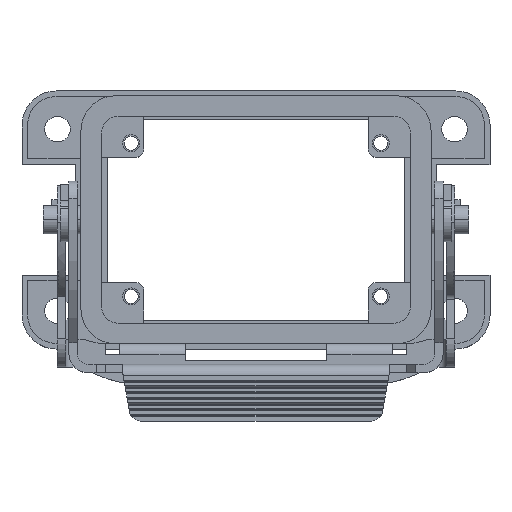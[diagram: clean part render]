
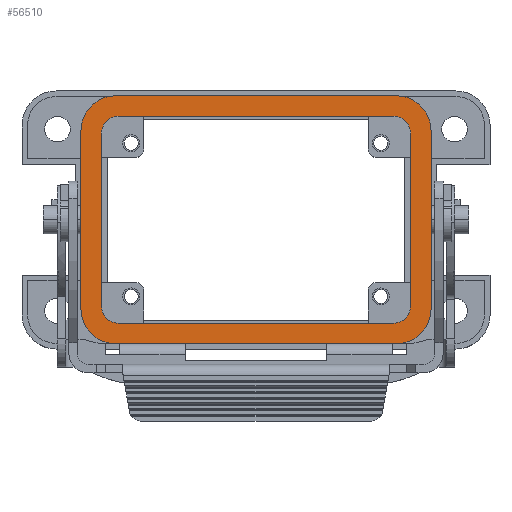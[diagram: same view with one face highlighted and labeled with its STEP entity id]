
A CAD part, top view. The second image highlights one B-rep face of the part: STEP entity #56510.
In plain terms, the highlighted planar face has unit normal (0, 0, 1).
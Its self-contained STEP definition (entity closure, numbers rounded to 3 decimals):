
#53230=CARTESIAN_POINT('',(-30.85,-15.75,9.));
#53240=VERTEX_POINT('',#53230);
#53270=CARTESIAN_POINT('',(-24.75,-15.75,9.));
#53280=DIRECTION('',(0.,0.,-1.));
#53290=DIRECTION('',(-1.,0.,0.));
#53300=AXIS2_PLACEMENT_3D('',#53270,#53280,#53290);
#53310=CIRCLE('',#53300,6.1);
#53320=CARTESIAN_POINT('',(-24.75,-21.85,9.));
#53330=VERTEX_POINT('',#53320);
#53340=EDGE_CURVE('',#53330,#53240,#53310,.T.);
#53590=CARTESIAN_POINT('',(0.,-21.85,9.));
#53600=DIRECTION('',(1.,0.,0.));
#53610=VECTOR('',#53600,1.);
#53620=LINE('',#53590,#53610);
#53630=CARTESIAN_POINT('',(24.75,-21.85,9.));
#53640=VERTEX_POINT('',#53630);
#53650=EDGE_CURVE('',#53330,#53640,#53620,.T.);
#53900=CARTESIAN_POINT('',(24.75,-15.75,9.));
#53910=DIRECTION('',(0.,0.,-1.));
#53920=DIRECTION('',(0.,-1.,0.));
#53930=AXIS2_PLACEMENT_3D('',#53900,#53910,#53920);
#53940=CIRCLE('',#53930,6.1);
#53950=CARTESIAN_POINT('',(30.85,-15.75,9.));
#53960=VERTEX_POINT('',#53950);
#53970=EDGE_CURVE('',#53960,#53640,#53940,.T.);
#54220=CARTESIAN_POINT('',(30.85,0.,9.));
#54230=DIRECTION('',(0.,1.,0.));
#54240=VECTOR('',#54230,1.);
#54250=LINE('',#54220,#54240);
#54260=CARTESIAN_POINT('',(30.85,15.75,9.));
#54270=VERTEX_POINT('',#54260);
#54280=EDGE_CURVE('',#53960,#54270,#54250,.T.);
#54530=CARTESIAN_POINT('',(24.75,15.75,9.));
#54540=DIRECTION('',(0.,0.,-1.));
#54550=DIRECTION('',(1.,0.,0.));
#54560=AXIS2_PLACEMENT_3D('',#54530,#54540,#54550);
#54570=CIRCLE('',#54560,6.1);
#54580=CARTESIAN_POINT('',(24.75,21.85,9.));
#54590=VERTEX_POINT('',#54580);
#54600=EDGE_CURVE('',#54590,#54270,#54570,.T.);
#54850=CARTESIAN_POINT('',(0.,21.85,9.));
#54860=DIRECTION('',(-1.,0.,0.));
#54870=VECTOR('',#54860,1.);
#54880=LINE('',#54850,#54870);
#54890=CARTESIAN_POINT('',(-24.75,21.85,9.));
#54900=VERTEX_POINT('',#54890);
#54910=EDGE_CURVE('',#54590,#54900,#54880,.T.);
#55160=CARTESIAN_POINT('',(-24.75,15.75,9.));
#55170=DIRECTION('',(0.,0.,-1.));
#55180=DIRECTION('',(0.,1.,0.));
#55190=AXIS2_PLACEMENT_3D('',#55160,#55170,#55180);
#55200=CIRCLE('',#55190,6.1);
#55210=CARTESIAN_POINT('',(-30.85,15.75,9.));
#55220=VERTEX_POINT('',#55210);
#55230=EDGE_CURVE('',#55220,#54900,#55200,.T.);
#55480=CARTESIAN_POINT('',(-30.85,0.,9.));
#55490=DIRECTION('',(0.,-1.,0.));
#55500=VECTOR('',#55490,1.);
#55510=LINE('',#55480,#55500);
#55520=EDGE_CURVE('',#55220,#53240,#55510,.T.);
#55660=CARTESIAN_POINT('',(0.,0.,9.));
#55670=DIRECTION('',(0.,0.,1.));
#55680=DIRECTION('',(1.,0.,0.));
#55690=AXIS2_PLACEMENT_3D('',#55660,#55670,#55680);
#55700=PLANE('',#55690);
#55710=CARTESIAN_POINT('',(-24.25,15.25,9.));
#55720=DIRECTION('',(0.,0.,-1.));
#55730=DIRECTION('',(0.,1.,0.));
#55740=AXIS2_PLACEMENT_3D('',#55710,#55720,#55730);
#55750=CIRCLE('',#55740,3.);
#55760=CARTESIAN_POINT('',(-27.25,15.25,9.));
#55770=VERTEX_POINT('',#55760);
#55780=CARTESIAN_POINT('',(-24.25,18.25,9.));
#55790=VERTEX_POINT('',#55780);
#55800=EDGE_CURVE('',#55770,#55790,#55750,.T.);
#55810=ORIENTED_EDGE('',*,*,#55800,.T.);
#55820=CARTESIAN_POINT('',(-27.25,-15.25,9.));
#55830=DIRECTION('',(0.,1.,0.));
#55840=VECTOR('',#55830,30.5);
#55850=LINE('',#55820,#55840);
#55860=CARTESIAN_POINT('',(-27.25,-15.25,9.));
#55870=VERTEX_POINT('',#55860);
#55880=EDGE_CURVE('',#55870,#55770,#55850,.T.);
#55890=ORIENTED_EDGE('',*,*,#55880,.T.);
#55900=CARTESIAN_POINT('',(-24.25,-15.25,9.));
#55910=DIRECTION('',(0.,0.,-1.));
#55920=DIRECTION('',(-1.,0.,0.));
#55930=AXIS2_PLACEMENT_3D('',#55900,#55910,#55920);
#55940=CIRCLE('',#55930,3.);
#55950=CARTESIAN_POINT('',(-24.25,-18.25,9.));
#55960=VERTEX_POINT('',#55950);
#55970=EDGE_CURVE('',#55960,#55870,#55940,.T.);
#55980=ORIENTED_EDGE('',*,*,#55970,.T.);
#55990=CARTESIAN_POINT('',(24.25,-18.25,9.));
#56000=DIRECTION('',(-1.,0.,0.));
#56010=VECTOR('',#56000,48.5);
#56020=LINE('',#55990,#56010);
#56030=CARTESIAN_POINT('',(24.25,-18.25,9.));
#56040=VERTEX_POINT('',#56030);
#56050=EDGE_CURVE('',#56040,#55960,#56020,.T.);
#56060=ORIENTED_EDGE('',*,*,#56050,.T.);
#56070=CARTESIAN_POINT('',(24.25,-15.25,9.));
#56080=DIRECTION('',(0.,0.,-1.));
#56090=DIRECTION('',(0.,-1.,0.));
#56100=AXIS2_PLACEMENT_3D('',#56070,#56080,#56090);
#56110=CIRCLE('',#56100,3.);
#56120=CARTESIAN_POINT('',(27.25,-15.25,9.));
#56130=VERTEX_POINT('',#56120);
#56140=EDGE_CURVE('',#56130,#56040,#56110,.T.);
#56150=ORIENTED_EDGE('',*,*,#56140,.T.);
#56160=CARTESIAN_POINT('',(27.25,15.25,9.));
#56170=DIRECTION('',(0.,-1.,0.));
#56180=VECTOR('',#56170,30.5);
#56190=LINE('',#56160,#56180);
#56200=CARTESIAN_POINT('',(27.25,15.25,9.));
#56210=VERTEX_POINT('',#56200);
#56220=EDGE_CURVE('',#56210,#56130,#56190,.T.);
#56230=ORIENTED_EDGE('',*,*,#56220,.T.);
#56240=CARTESIAN_POINT('',(24.25,15.25,9.));
#56250=DIRECTION('',(0.,0.,-1.));
#56260=DIRECTION('',(1.,0.,0.));
#56270=AXIS2_PLACEMENT_3D('',#56240,#56250,#56260);
#56280=CIRCLE('',#56270,3.);
#56290=CARTESIAN_POINT('',(24.25,18.25,9.));
#56300=VERTEX_POINT('',#56290);
#56310=EDGE_CURVE('',#56300,#56210,#56280,.T.);
#56320=ORIENTED_EDGE('',*,*,#56310,.T.);
#56330=CARTESIAN_POINT('',(-24.25,18.25,9.));
#56340=DIRECTION('',(1.,0.,0.));
#56350=VECTOR('',#56340,48.5);
#56360=LINE('',#56330,#56350);
#56370=EDGE_CURVE('',#55790,#56300,#56360,.T.);
#56380=ORIENTED_EDGE('',*,*,#56370,.T.);
#56390=EDGE_LOOP('',(#56380,#56320,#56230,#56150,#56060,#55980,#55890,
#55810));
#56400=FACE_BOUND('',#56390,.T.);
#56410=ORIENTED_EDGE('',*,*,#55520,.T.);
#56420=ORIENTED_EDGE('',*,*,#55230,.F.);
#56430=ORIENTED_EDGE('',*,*,#54910,.T.);
#56440=ORIENTED_EDGE('',*,*,#54600,.F.);
#56450=ORIENTED_EDGE('',*,*,#54280,.T.);
#56460=ORIENTED_EDGE('',*,*,#53970,.F.);
#56470=ORIENTED_EDGE('',*,*,#53650,.T.);
#56480=ORIENTED_EDGE('',*,*,#53340,.F.);
#56490=EDGE_LOOP('',(#56480,#56470,#56460,#56450,#56440,#56430,#56420,
#56410));
#56500=FACE_OUTER_BOUND('',#56490,.T.);
#56510=ADVANCED_FACE('',(#56400,#56500),#55700,.T.);
